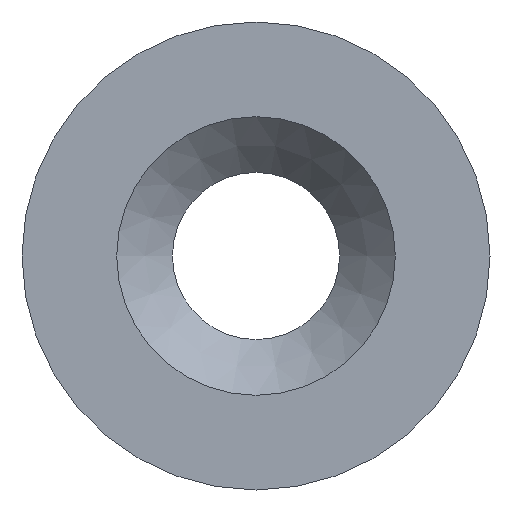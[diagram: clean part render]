
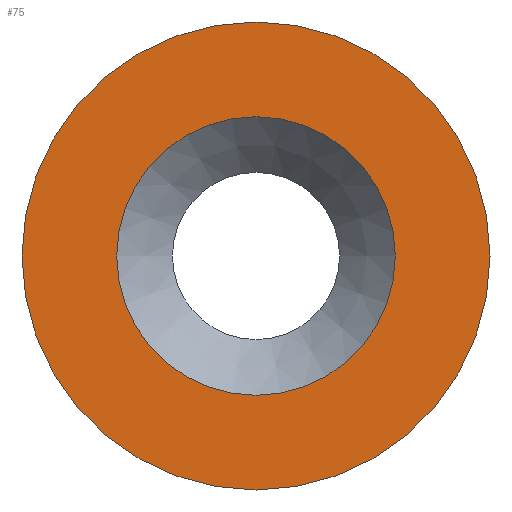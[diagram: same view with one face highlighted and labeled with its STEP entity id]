
A CAD part, left-side view. The second image highlights one B-rep face of the part: STEP entity #75.
In plain terms, the highlighted planar face has unit normal (-1, 0, 0).
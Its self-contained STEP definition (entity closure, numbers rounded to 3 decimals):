
#17=FACE_BOUND('',#28,.T.);
#19=PLANE('',#96);
#22=FACE_OUTER_BOUND('',#27,.T.);
#27=EDGE_LOOP('',(#61));
#28=EDGE_LOOP('',(#62));
#40=CIRCLE('',#95,12.5);
#41=CIRCLE('',#97,21.);
#45=VERTEX_POINT('',#132);
#46=VERTEX_POINT('',#136);
#51=EDGE_CURVE('',#45,#45,#40,.T.);
#52=EDGE_CURVE('',#46,#46,#41,.T.);
#61=ORIENTED_EDGE('',*,*,#52,.F.);
#62=ORIENTED_EDGE('',*,*,#51,.T.);
#75=ADVANCED_FACE('',(#22,#17),#19,.T.);
#95=AXIS2_PLACEMENT_3D('',#134,#110,#111);
#96=AXIS2_PLACEMENT_3D('',#135,#112,#113);
#97=AXIS2_PLACEMENT_3D('',#137,#114,#115);
#110=DIRECTION('center_axis',(1.,0.,0.));
#111=DIRECTION('ref_axis',(0.,0.,-1.));
#112=DIRECTION('center_axis',(-1.,0.,0.));
#113=DIRECTION('ref_axis',(0.,0.,1.));
#114=DIRECTION('center_axis',(1.,0.,0.));
#115=DIRECTION('ref_axis',(0.,0.,-1.));
#132=CARTESIAN_POINT('',(10.,-12.5,0.));
#134=CARTESIAN_POINT('Origin',(10.,0.,0.));
#135=CARTESIAN_POINT('Origin',(10.,21.,0.));
#136=CARTESIAN_POINT('',(10.,-21.,0.));
#137=CARTESIAN_POINT('Origin',(10.,0.,0.));
